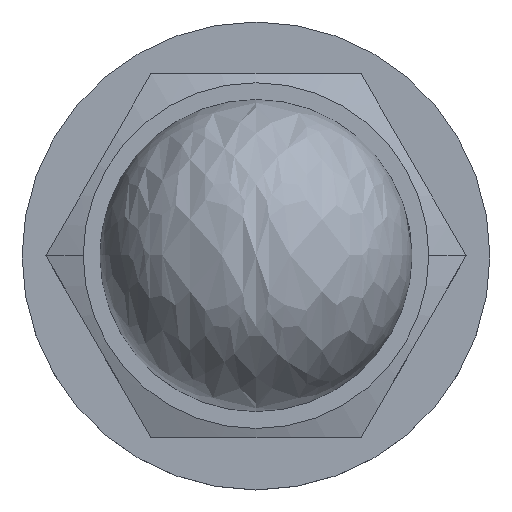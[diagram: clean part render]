
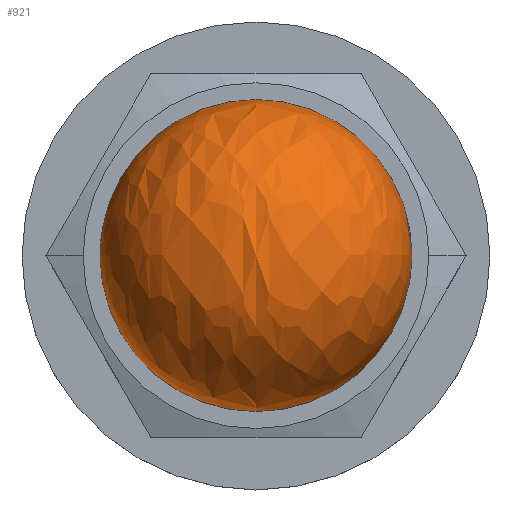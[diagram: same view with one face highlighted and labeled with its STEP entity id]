
A CAD part, top view. The second image highlights one B-rep face of the part: STEP entity #921.
In plain terms, the highlighted free-form (B-spline) face has degree [3, 3] with [4, 4] control points.
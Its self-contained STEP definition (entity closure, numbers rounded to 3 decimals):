
#6 = CARTESIAN_POINT ( 'NONE',  ( -59.868, 51.249, 0.5 ) ) ;
#21 = CARTESIAN_POINT ( 'NONE',  ( -62.868, 51.249, 0.5 ) ) ;
#90 = DIRECTION ( 'NONE',  ( 0., 0., 1. ) ) ;
#115 = CARTESIAN_POINT ( 'NONE',  ( -62.868, 51.249, 0.5 ) ) ;
#126 = CARTESIAN_POINT ( 'NONE',  ( -56.868, 57.249, 0.5 ) ) ;
#131 = CARTESIAN_POINT ( 'NONE',  ( -56.868, 57.249, 12.5 ) ) ;
#197 = CARTESIAN_POINT ( 'NONE',  ( -56.868, 51.249, 0.5 ) ) ;
#213 = ORIENTED_EDGE ( 'NONE', *, *, #1126, .T. ) ;
#280 = CARTESIAN_POINT ( 'NONE',  ( -56.868, 51.249, 0.5 ) ) ;
#291 = CARTESIAN_POINT ( 'NONE',  ( -62.868, 51.249, 0.5 ) ) ;
#365 =( BOUNDED_SURFACE ( )  B_SPLINE_SURFACE ( 3, 3, ( 
 ( #494, #115, #291, #21 ),
 ( #1045, #370, #568, #756 ),
 ( #933, #840, #131, #126 ),
 ( #280, #197, #853, #739 ) ),
 .UNSPECIFIED., .F., .F., .T. ) 
 B_SPLINE_SURFACE_WITH_KNOTS ( ( 4, 4 ),
 ( 4, 4 ),
 ( 0., 1. ),
 ( 0., 1. ),
 .UNSPECIFIED. ) 
 GEOMETRIC_REPRESENTATION_ITEM ( )  RATIONAL_B_SPLINE_SURFACE ( (
 ( 1., 0.333, 0.333, 1.),
 ( 0.333, 0.111, 0.111, 0.333),
 ( 0.333, 0.111, 0.111, 0.333),
 ( 1., 0.333, 0.333, 1.) ) ) 
 REPRESENTATION_ITEM ( '' )  SURFACE ( )  );
#370 = CARTESIAN_POINT ( 'NONE',  ( -62.868, 45.249, 12.5 ) ) ;
#439 = VERTEX_POINT ( 'NONE', #715 ) ;
#441 = DIRECTION ( 'NONE',  ( -1., 0., 0. ) ) ;
#442 = CIRCLE ( 'NONE', #1165, 3. ) ;
#494 = CARTESIAN_POINT ( 'NONE',  ( -62.868, 51.249, 0.5 ) ) ;
#568 = CARTESIAN_POINT ( 'NONE',  ( -62.868, 57.249, 12.5 ) ) ;
#634 = CARTESIAN_POINT ( 'NONE',  ( -59.868, 51.249, 0.5 ) ) ;
#715 = CARTESIAN_POINT ( 'NONE',  ( -56.868, 51.249, 0.5 ) ) ;
#739 = CARTESIAN_POINT ( 'NONE',  ( -56.868, 51.249, 0.5 ) ) ;
#756 = CARTESIAN_POINT ( 'NONE',  ( -62.868, 57.249, 0.5 ) ) ;
#810 = EDGE_LOOP ( 'NONE', ( #213, #838 ) ) ;
#833 = VERTEX_POINT ( 'NONE', #1180 ) ;
#838 = ORIENTED_EDGE ( 'NONE', *, *, #1153, .T. ) ;
#840 = CARTESIAN_POINT ( 'NONE',  ( -56.868, 45.249, 12.5 ) ) ;
#853 = CARTESIAN_POINT ( 'NONE',  ( -56.868, 51.249, 0.5 ) ) ;
#897 = DIRECTION ( 'NONE',  ( 0., 0., 1. ) ) ;
#905 = CIRCLE ( 'NONE', #1188, 3. ) ;
#921 = ADVANCED_FACE ( 'NONE', ( #1119 ), #365, .T. ) ;
#933 = CARTESIAN_POINT ( 'NONE',  ( -56.868, 45.249, 0.5 ) ) ;
#1016 = DIRECTION ( 'NONE',  ( -1., 0., 0. ) ) ;
#1045 = CARTESIAN_POINT ( 'NONE',  ( -62.868, 45.249, 0.5 ) ) ;
#1119 = FACE_OUTER_BOUND ( 'NONE', #810, .T. ) ;
#1126 = EDGE_CURVE ( 'NONE', #833, #439, #442, .T. ) ;
#1153 = EDGE_CURVE ( 'NONE', #439, #833, #905, .T. ) ;
#1165 = AXIS2_PLACEMENT_3D ( 'NONE', #6, #897, #1016 ) ;
#1180 = CARTESIAN_POINT ( 'NONE',  ( -62.868, 51.249, 0.5 ) ) ;
#1188 = AXIS2_PLACEMENT_3D ( 'NONE', #634, #90, #441 ) ;
